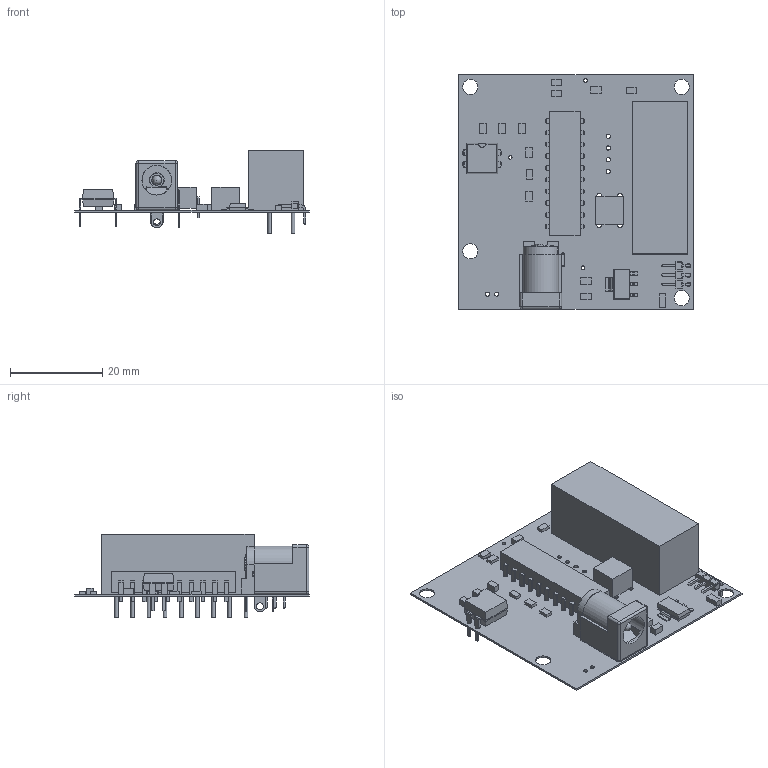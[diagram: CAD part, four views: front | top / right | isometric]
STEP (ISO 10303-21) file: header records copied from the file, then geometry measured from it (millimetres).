
FILE_DESCRIPTION(/* description */ (''),/* implementation_level */ '2;1');
FILE_NAME(/* name */ 'Face PCB.step',/* time_stamp */ '2020-03-05T14:20:33-08:00',/* author */ (''),/* organization */ (''),/* preprocessor_version */ 'ST-DEVELOPER v18',/* originating_system */ 'Autodesk Translation Framework v8.12.0.6',/* authorisation */ '');
FILE_SCHEMA (('AUTOMOTIVE_DESIGN { 1 0 10303 214 3 1 1 }'));
Length unit declared in the file: millimetre
Products named in the file (1): Face PCB
Bounding box: 50.8 x 50.8 x 18 mm (x, y, z)
Volume: 8339.5 mm3; surface area: 11724.4 mm2
Topology: 169 solids, 244 shells, 1210 faces, 3031 edges, 2236 vertices
Faces by surface type: plane 973, cylinder 217, torus 11, bspline 5, sphere 4
Full cylindrical faces by diameter (mm): 0.762 x4, 0.8 x81, 0.83 x4, 0.89 x3, 0.9 x26, 0.99 x4, 1 x9, 1.5 x3, 1.8 x1, 2 x5, 3.2 x2, 3.302 x4, 6.4 x1
Entity records: 37137 total; most frequent: CARTESIAN_POINT 6775, DIRECTION 6209, ORIENTED_EDGE 5604, EDGE_CURVE 3027, LINE 2257, VECTOR 2257, VERTEX_POINT 2236, AXIS2_PLACEMENT_3D 1976
